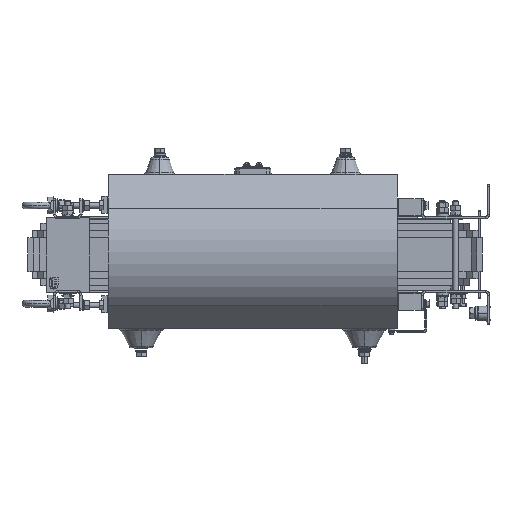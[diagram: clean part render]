
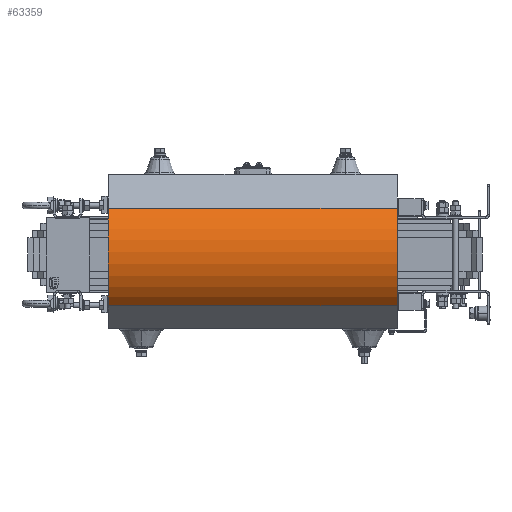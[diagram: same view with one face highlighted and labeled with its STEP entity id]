
A CAD part, left-side view. The second image highlights one B-rep face of the part: STEP entity #63359.
In plain terms, the highlighted cylindrical face has radius 122.5 mm (diameter 245 mm), a partial arc.
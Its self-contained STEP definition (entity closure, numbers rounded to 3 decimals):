
#6033 = AXIS2_PLACEMENT_3D ( 'NONE', #100822, #100825, #100842 ) ;
#6051 = AXIS2_PLACEMENT_3D ( 'NONE', #85254, #85266, #85245 ) ;
#36303 = EDGE_CURVE ( 'NONE', #112681, #112650, #117666, .T. ) ;
#36317 = EDGE_CURVE ( 'NONE', #112681, #112715, #117720, .T. ) ;
#36320 = EDGE_CURVE ( 'NONE', #112650, #112625, #117730, .T. ) ;
#36371 = EDGE_CURVE ( 'NONE', #112715, #112625, #117806, .T. ) ;
#52691 = CYLINDRICAL_SURFACE ( 'NONE', #57244, 122.5 ) ;
#52703 = FACE_OUTER_BOUND ( 'NONE', #124491, .T. ) ;
#56496 = DIRECTION ( 'NONE',  ( 0., 0., 1. ) ) ;
#56498 = CARTESIAN_POINT ( 'NONE',  ( -255., 256.5, 0. ) ) ;
#56500 = DIRECTION ( 'NONE',  ( 0., -1., 0. ) ) ;
#57244 = AXIS2_PLACEMENT_3D ( 'NONE', #56498, #56500, #56496 ) ;
#63359 = ADVANCED_FACE ( 'NONE', ( #52703 ), #52691, .T. ) ;
#67274 = CARTESIAN_POINT ( 'NONE',  ( -338.327, -248.5, -89.794 ) ) ;
#67286 = CARTESIAN_POINT ( 'NONE',  ( -338.327, 256.5, -89.794 ) ) ;
#67300 = CARTESIAN_POINT ( 'NONE',  ( -346.979, -248.5, 80.908 ) ) ;
#67324 = CARTESIAN_POINT ( 'NONE',  ( -346.979, 256.5, 80.908 ) ) ;
#85245 = DIRECTION ( 'NONE',  ( 0., 0., -1. ) ) ;
#85254 = CARTESIAN_POINT ( 'NONE',  ( -255., -248.5, 0. ) ) ;
#85266 = DIRECTION ( 'NONE',  ( 0., 1., 0. ) ) ;
#100822 = CARTESIAN_POINT ( 'NONE',  ( -255., 256.5, 0. ) ) ;
#100825 = DIRECTION ( 'NONE',  ( 0., 1., 0. ) ) ;
#100842 = DIRECTION ( 'NONE',  ( 0., 0., -1. ) ) ;
#100895 = DIRECTION ( 'NONE',  ( 0., -1., 0. ) ) ;
#100909 = CARTESIAN_POINT ( 'NONE',  ( -338.327, 256.5, -89.794 ) ) ;
#100911 = DIRECTION ( 'NONE',  ( 0., -1., 0. ) ) ;
#100919 = CARTESIAN_POINT ( 'NONE',  ( -346.979, 256.5, 80.908 ) ) ;
#102715 = ORIENTED_EDGE ( 'NONE', *, *, #36320, .F. ) ;
#102722 = ORIENTED_EDGE ( 'NONE', *, *, #36317, .T. ) ;
#102773 = ORIENTED_EDGE ( 'NONE', *, *, #36303, .F. ) ;
#102789 = ORIENTED_EDGE ( 'NONE', *, *, #36371, .T. ) ;
#112625 = VERTEX_POINT ( 'NONE', #67300 ) ;
#112650 = VERTEX_POINT ( 'NONE', #67324 ) ;
#112681 = VERTEX_POINT ( 'NONE', #67286 ) ;
#112715 = VERTEX_POINT ( 'NONE', #67274 ) ;
#117604 = VECTOR ( 'NONE', #100895, 1000. ) ;
#117625 = VECTOR ( 'NONE', #100911, 1000. ) ;
#117666 = CIRCLE ( 'NONE', #6033, 122.5 ) ;
#117720 = LINE ( 'NONE', #100909, #117625 ) ;
#117730 = LINE ( 'NONE', #100919, #117604 ) ;
#117806 = CIRCLE ( 'NONE', #6051, 122.5 ) ;
#124491 = EDGE_LOOP ( 'NONE', ( #102789, #102715, #102773, #102722 ) ) ;
